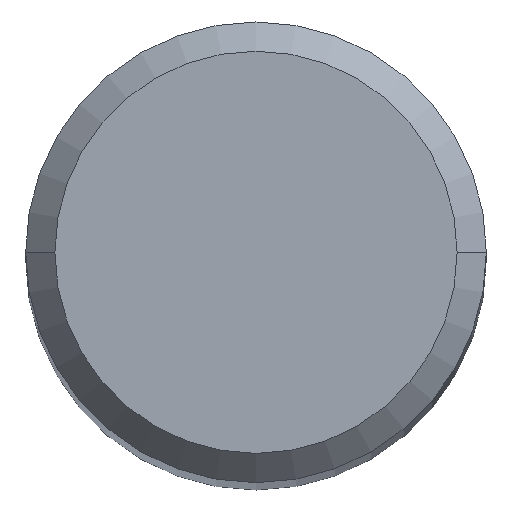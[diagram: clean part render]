
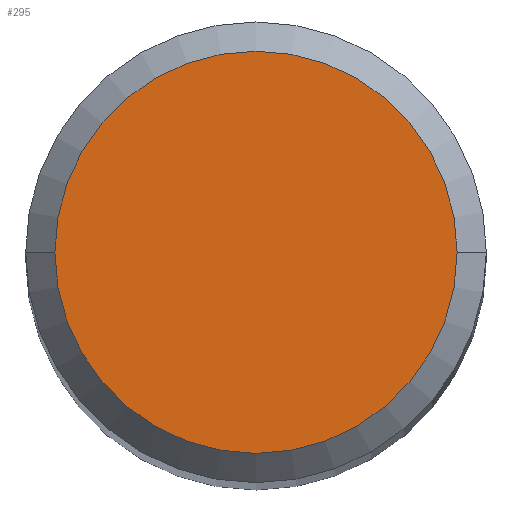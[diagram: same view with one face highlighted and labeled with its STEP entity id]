
A CAD part, top view. The second image highlights one B-rep face of the part: STEP entity #295.
In plain terms, the highlighted planar face has unit normal (0, 0, 1).
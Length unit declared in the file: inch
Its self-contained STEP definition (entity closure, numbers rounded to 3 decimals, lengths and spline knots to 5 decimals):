
#4 = CARTESIAN_POINT ( 'NONE',  ( 0.10311, 0., 2.24409 ) ) ;
#17 = CARTESIAN_POINT ( 'NONE',  ( 0., 0., 2.24409 ) ) ;
#19 = EDGE_CURVE ( 'NONE', #218, #260, #268, .T. ) ;
#26 = EDGE_LOOP ( 'NONE', ( #233, #221 ) ) ;
#42 = AXIS2_PLACEMENT_3D ( 'NONE', #149, #80, #175 ) ;
#54 = EDGE_CURVE ( 'NONE', #260, #218, #145, .T. ) ;
#80 = DIRECTION ( 'NONE',  ( 0., 0., 1. ) ) ;
#86 = FACE_OUTER_BOUND ( 'NONE', #26, .T. ) ;
#145 = CIRCLE ( 'NONE', #42, 0.10311 ) ;
#149 = CARTESIAN_POINT ( 'NONE',  ( 0., 0., 2.24409 ) ) ;
#175 = DIRECTION ( 'NONE',  ( 1., 0., 0. ) ) ;
#177 = CARTESIAN_POINT ( 'NONE',  ( -0.10311, 0., 2.24409 ) ) ;
#188 = DIRECTION ( 'NONE',  ( 1., 0., 0. ) ) ;
#196 = AXIS2_PLACEMENT_3D ( 'NONE', #317, #265, #188 ) ;
#215 = DIRECTION ( 'NONE',  ( 0., 0., 1. ) ) ;
#218 = VERTEX_POINT ( 'NONE', #177 ) ;
#221 = ORIENTED_EDGE ( 'NONE', *, *, #54, .T. ) ;
#233 = ORIENTED_EDGE ( 'NONE', *, *, #19, .T. ) ;
#260 = VERTEX_POINT ( 'NONE', #4 ) ;
#265 = DIRECTION ( 'NONE',  ( 0., 0., 1. ) ) ;
#268 = CIRCLE ( 'NONE', #314, 0.10311 ) ;
#293 = PLANE ( 'NONE',  #196 ) ;
#295 = ADVANCED_FACE ( 'NONE', ( #86 ), #293, .T. ) ;
#309 = DIRECTION ( 'NONE',  ( 1., 0., 0. ) ) ;
#314 = AXIS2_PLACEMENT_3D ( 'NONE', #17, #215, #309 ) ;
#317 = CARTESIAN_POINT ( 'NONE',  ( 0., 0., 2.24409 ) ) ;
